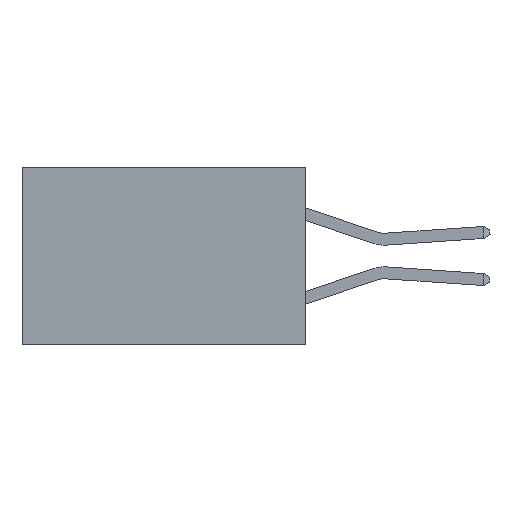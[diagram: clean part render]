
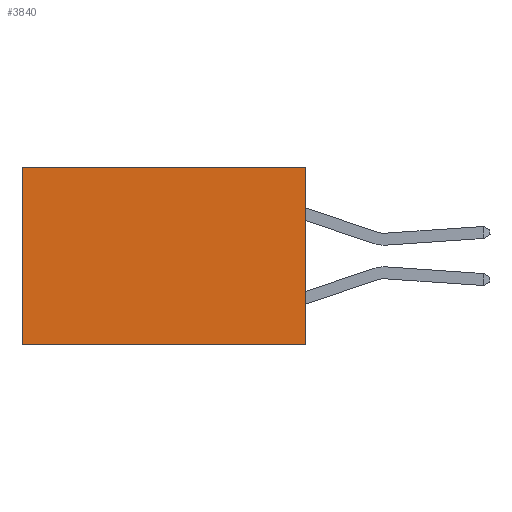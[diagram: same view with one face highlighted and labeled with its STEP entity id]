
A CAD part, left-side view. The second image highlights one B-rep face of the part: STEP entity #3840.
In plain terms, the highlighted planar face has unit normal (-1, 0, 0).
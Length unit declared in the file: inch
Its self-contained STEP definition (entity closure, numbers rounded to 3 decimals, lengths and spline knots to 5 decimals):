
#285 = ORIENTED_EDGE ( 'NONE', *, *, #2383, .T. ) ;
#336 = ORIENTED_EDGE ( 'NONE', *, *, #11998, .F. ) ;
#551 = VERTEX_POINT ( 'NONE', #8589 ) ;
#797 = DIRECTION ( 'NONE',  ( 0., 0., -1. ) ) ;
#2095 = VERTEX_POINT ( 'NONE', #8196 ) ;
#2146 = VECTOR ( 'NONE', #6541, 39.37008 ) ;
#2180 = EDGE_CURVE ( 'NONE', #551, #12041, #6685, .T. ) ;
#2383 = EDGE_CURVE ( 'NONE', #12620, #2095, #12567, .T. ) ;
#3261 = CARTESIAN_POINT ( 'NONE',  ( 0.277, 0.59, -0.37 ) ) ;
#3383 = DIRECTION ( 'NONE',  ( 0., 1., 0. ) ) ;
#3634 = DIRECTION ( 'NONE',  ( 0., 0., -1. ) ) ;
#3840 = ADVANCED_FACE ( 'NONE', ( #13172 ), #7200, .F. ) ;
#4151 = ORIENTED_EDGE ( 'NONE', *, *, #10250, .T. ) ;
#4469 = VECTOR ( 'NONE', #8321, 39.37008 ) ;
#4544 = CARTESIAN_POINT ( 'NONE',  ( 0.277, 0.59, 0. ) ) ;
#5158 = ORIENTED_EDGE ( 'NONE', *, *, #2180, .F. ) ;
#5910 = CARTESIAN_POINT ( 'NONE',  ( 0.277, 0., -0.37 ) ) ;
#6497 = AXIS2_PLACEMENT_3D ( 'NONE', #7348, #9266, #797 ) ;
#6541 = DIRECTION ( 'NONE',  ( 0., 1., 0. ) ) ;
#6685 = LINE ( 'NONE', #5910, #11808 ) ;
#7200 = PLANE ( 'NONE',  #6497 ) ;
#7348 = CARTESIAN_POINT ( 'NONE',  ( 0.277, 0., -0.37 ) ) ;
#8196 = CARTESIAN_POINT ( 'NONE',  ( 0.277, 0.59, -0.37 ) ) ;
#8321 = DIRECTION ( 'NONE',  ( 0., 0., -1. ) ) ;
#8589 = CARTESIAN_POINT ( 'NONE',  ( 0.277, 0., 0. ) ) ;
#9266 = DIRECTION ( 'NONE',  ( 1., 0., 0. ) ) ;
#9304 = VECTOR ( 'NONE', #3383, 39.37008 ) ;
#10250 = EDGE_CURVE ( 'NONE', #551, #12620, #12005, .T. ) ;
#10756 = CARTESIAN_POINT ( 'NONE',  ( 0.277, 0., -0.37 ) ) ;
#11543 = CARTESIAN_POINT ( 'NONE',  ( 0.277, 0., 0. ) ) ;
#11808 = VECTOR ( 'NONE', #3634, 39.37008 ) ;
#11998 = EDGE_CURVE ( 'NONE', #12041, #2095, #12442, .T. ) ;
#12005 = LINE ( 'NONE', #11543, #9304 ) ;
#12041 = VERTEX_POINT ( 'NONE', #10756 ) ;
#12442 = LINE ( 'NONE', #12673, #2146 ) ;
#12567 = LINE ( 'NONE', #3261, #4469 ) ;
#12620 = VERTEX_POINT ( 'NONE', #4544 ) ;
#12673 = CARTESIAN_POINT ( 'NONE',  ( 0.277, 0., -0.37 ) ) ;
#13145 = EDGE_LOOP ( 'NONE', ( #285, #336, #5158, #4151 ) ) ;
#13172 = FACE_OUTER_BOUND ( 'NONE', #13145, .T. ) ;
